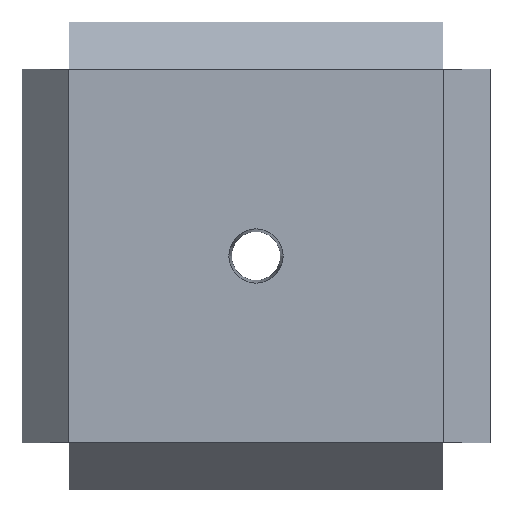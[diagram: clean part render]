
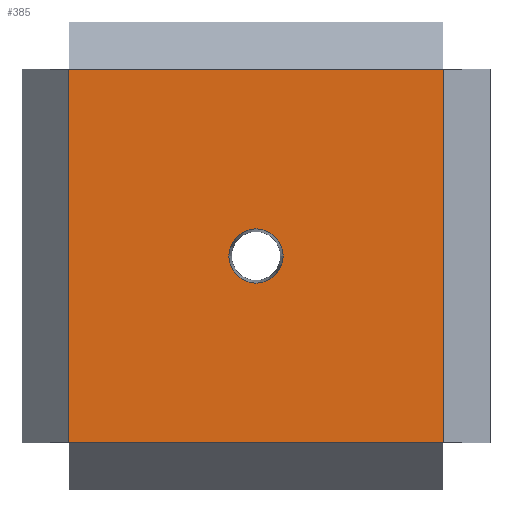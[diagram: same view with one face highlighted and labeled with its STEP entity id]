
A CAD part, front view. The second image highlights one B-rep face of the part: STEP entity #385.
In plain terms, the highlighted planar face has unit normal (0, -1, 0).
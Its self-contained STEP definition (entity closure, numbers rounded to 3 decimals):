
#20=FACE_BOUND('',#60,.T.);
#23=CIRCLE('',#418,2.45);
#38=FACE_OUTER_BOUND('',#59,.T.);
#59=EDGE_LOOP('',(#315,#316,#317,#318));
#60=EDGE_LOOP('',(#319));
#99=LINE('',#602,#148);
#106=LINE('',#616,#155);
#110=LINE('',#623,#159);
#111=LINE('',#624,#160);
#148=VECTOR('',#497,10.);
#155=VECTOR('',#506,10.);
#159=VECTOR('',#512,10.);
#160=VECTOR('',#513,10.);
#174=VERTEX_POINT('',#557);
#189=VERTEX_POINT('',#599);
#190=VERTEX_POINT('',#601);
#195=VERTEX_POINT('',#613);
#196=VERTEX_POINT('',#615);
#212=EDGE_CURVE('',#174,#174,#23,.T.);
#233=EDGE_CURVE('',#189,#190,#99,.T.);
#240=EDGE_CURVE('',#195,#196,#106,.T.);
#244=EDGE_CURVE('',#190,#195,#110,.T.);
#245=EDGE_CURVE('',#196,#189,#111,.T.);
#315=ORIENTED_EDGE('',*,*,#244,.F.);
#316=ORIENTED_EDGE('',*,*,#233,.F.);
#317=ORIENTED_EDGE('',*,*,#245,.F.);
#318=ORIENTED_EDGE('',*,*,#240,.F.);
#319=ORIENTED_EDGE('',*,*,#212,.T.);
#365=PLANE('',#427);
#385=ADVANCED_FACE('',(#38,#20),#365,.T.);
#418=AXIS2_PLACEMENT_3D('',#558,#461,#462);
#427=AXIS2_PLACEMENT_3D('',#622,#510,#511);
#461=DIRECTION('center_axis',(0.,1.,0.));
#462=DIRECTION('ref_axis',(1.,0.,0.));
#497=DIRECTION('',(1.,0.,0.));
#506=DIRECTION('',(-1.,0.,0.));
#510=DIRECTION('center_axis',(0.,-1.,0.));
#511=DIRECTION('ref_axis',(1.,0.,0.));
#512=DIRECTION('',(0.,0.,-1.));
#513=DIRECTION('',(0.,0.,1.));
#557=CARTESIAN_POINT('',(-27.3,54.1,0.));
#558=CARTESIAN_POINT('Origin',(-24.85,54.1,0.));
#599=CARTESIAN_POINT('',(-41.82,54.1,16.9));
#601=CARTESIAN_POINT('',(-7.88,54.1,16.9));
#602=CARTESIAN_POINT('',(-41.82,54.1,16.9));
#613=CARTESIAN_POINT('',(-7.88,54.1,-16.9));
#615=CARTESIAN_POINT('',(-41.82,54.1,-16.9));
#616=CARTESIAN_POINT('',(-41.82,54.1,-16.9));
#622=CARTESIAN_POINT('Origin',(-41.82,54.1,0.));
#623=CARTESIAN_POINT('',(-7.88,54.1,0.));
#624=CARTESIAN_POINT('',(-41.82,54.1,0.));
